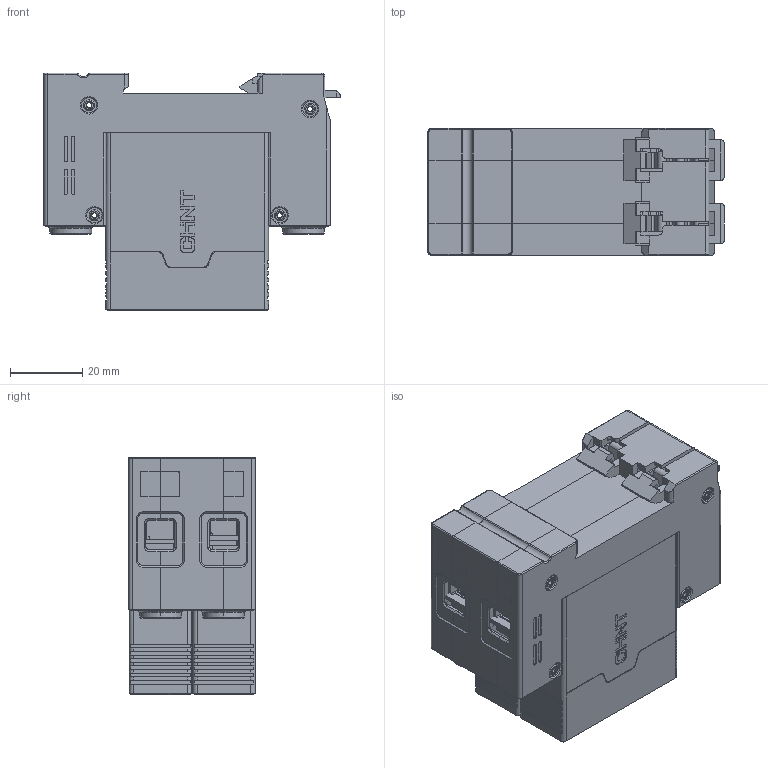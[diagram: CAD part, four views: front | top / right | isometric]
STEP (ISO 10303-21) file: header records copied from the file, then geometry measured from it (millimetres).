
FILE_DESCRIPTION((''),'2;1');
FILE_NAME('NXU-IIG_2P2020100001_ASM','2023-07-24T15:06:04',('wanghy1'),(''),'CREO PARAMETRIC BY PTC INC, 2020044','CREO PARAMETRIC BY PTC INC, 2020044','');
FILE_SCHEMA(('CONFIG_CONTROL_DESIGN','SHAPE_APPEARANCE_LAYERS_GROUPS'));
Products named in the file (3): _NXU-IIG_2P_1_ASM; NXU-IIG_2P_ASM_1_ASM; NXU-IIG_2P2020100001_ASM
Assembly tree (2 placements, depth 3):
  NXU-IIG_2P2020100001_ASM
    NXU-IIG_2P_ASM_1_ASM
      _NXU-IIG_2P_1_ASM
Bounding box: 81.9 x 35 x 65.7 mm (x, y, z)
Surface area: 81704.6 mm2 (no closed solid volume)
Topology: 0 solids, 26 shells, 4009 faces, 11595 edges, 7601 vertices
Faces by surface type: plane 2883, cylinder 834, torus 128, cone 112, bspline 24, extrusion 24, sphere 4
Entity records: 164379 total; most frequent: CARTESIAN_POINT 24455, ORIENTED_EDGE 22896, DIRECTION 21895, EDGE_CURVE 11591, VECTOR 8753, LINE 8729, PRESENTATION_STYLE_ASSIGNMENT 8580, STYLED_ITEM 8577
